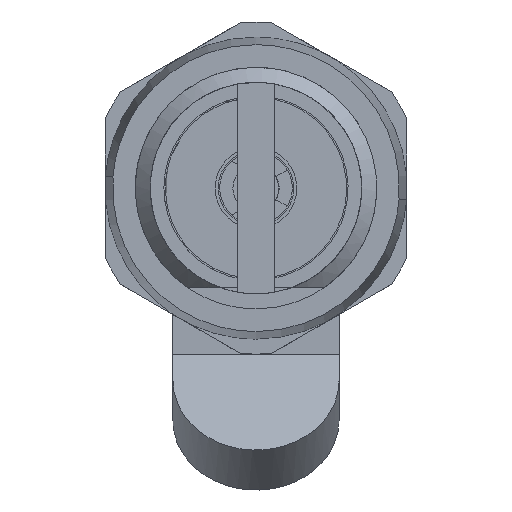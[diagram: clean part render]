
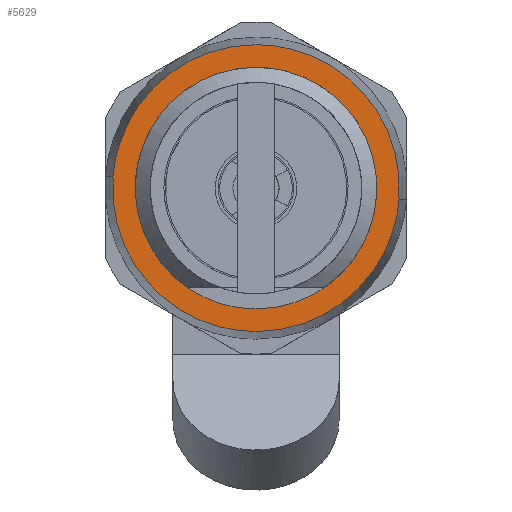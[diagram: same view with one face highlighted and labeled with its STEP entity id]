
A CAD part, front view. The second image highlights one B-rep face of the part: STEP entity #5629.
In plain terms, the highlighted free-form (B-spline) face has degree [1, 1] with [2, 2] control points.
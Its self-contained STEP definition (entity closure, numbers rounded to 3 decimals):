
#5259=CARTESIAN_POINT('',(0.,3.972,0.472));
#5260=VERTEX_POINT('',#5259);
#5266=CARTESIAN_POINT('',(0.,0.0,-4.0));
#5267=VERTEX_POINT('',#5266);
#5268=CARTESIAN_POINT('',(0.,3.972,0.472));
#5269=CARTESIAN_POINT('',(0.,4.,0.237));
#5270=CARTESIAN_POINT('',(0.,4.0,0.0));
#5271=CARTESIAN_POINT('',(0.,4.,-4.));
#5272=CARTESIAN_POINT('',(0.,0.0,-4.0));
#5280=(BOUNDED_CURVE()B_SPLINE_CURVE(2,(#5268,#5269,#5270,#5271,#5272),.UNSPECIFIED.,.F.,.U.)B_SPLINE_CURVE_WITH_KNOTS((3,2,3),(0.23,0.25,0.5),.UNSPECIFIED.)CURVE()GEOMETRIC_REPRESENTATION_ITEM()RATIONAL_B_SPLINE_CURVE((0.956,0.976,1.0,0.707,1.0))REPRESENTATION_ITEM(''));
#5281=EDGE_CURVE('',#5260,#5267,#5280,.T.);
#5283=CARTESIAN_POINT('',(0.,-3.993,-0.244));
#5284=VERTEX_POINT('',#5283);
#5285=CARTESIAN_POINT('',(0.,0.0,-4.0));
#5286=CARTESIAN_POINT('',(0.,-3.763,-4.));
#5287=CARTESIAN_POINT('',(0.,-3.993,-0.244));
#5295=(BOUNDED_CURVE()B_SPLINE_CURVE(2,(#5285,#5286,#5287),.UNSPECIFIED.,.F.,.U.)B_SPLINE_CURVE_WITH_KNOTS((3,3),(0.5,0.739),.UNSPECIFIED.)CURVE()GEOMETRIC_REPRESENTATION_ITEM()RATIONAL_B_SPLINE_CURVE((1.0,0.72,0.976))REPRESENTATION_ITEM(''));
#5296=EDGE_CURVE('',#5267,#5284,#5295,.T.);
#5370=CARTESIAN_POINT('',(0.,0.0,4.0));
#5371=VERTEX_POINT('',#5370);
#5372=CARTESIAN_POINT('',(0.,-3.993,-0.244));
#5373=CARTESIAN_POINT('',(0.,-4.,-0.122));
#5374=CARTESIAN_POINT('',(0.,-4.0,0.0));
#5375=CARTESIAN_POINT('',(0.,-4.,4.));
#5376=CARTESIAN_POINT('',(0.,0.0,4.0));
#5384=(BOUNDED_CURVE()B_SPLINE_CURVE(2,(#5372,#5373,#5374,#5375,#5376),.UNSPECIFIED.,.F.,.U.)B_SPLINE_CURVE_WITH_KNOTS((3,2,3),(0.739,0.75,1.0),.UNSPECIFIED.)CURVE()GEOMETRIC_REPRESENTATION_ITEM()RATIONAL_B_SPLINE_CURVE((0.976,0.988,1.0,0.707,1.0))REPRESENTATION_ITEM(''));
#5385=EDGE_CURVE('',#5284,#5371,#5384,.T.);
#5387=CARTESIAN_POINT('',(0.,0.0,4.0));
#5388=CARTESIAN_POINT('',(0.,3.553,4.0));
#5389=CARTESIAN_POINT('',(0.,3.972,0.472));
#5397=(BOUNDED_CURVE()B_SPLINE_CURVE(2,(#5387,#5388,#5389),.UNSPECIFIED.,.F.,.U.)B_SPLINE_CURVE_WITH_KNOTS((3,3),(0.0,0.23),.UNSPECIFIED.)CURVE()GEOMETRIC_REPRESENTATION_ITEM()RATIONAL_B_SPLINE_CURVE((1.0,0.731,0.956))REPRESENTATION_ITEM(''));
#5398=EDGE_CURVE('',#5371,#5260,#5397,.T.);
#5426=CARTESIAN_POINT('',(0.,0.0,4.75));
#5427=VERTEX_POINT('',#5426);
#5428=CARTESIAN_POINT('',(0.,4.735,0.373));
#5429=VERTEX_POINT('',#5428);
#5430=CARTESIAN_POINT('',(0.,0.0,4.75));
#5431=CARTESIAN_POINT('',(0.,4.391,4.75));
#5432=CARTESIAN_POINT('',(0.,4.735,0.373));
#5440=(BOUNDED_CURVE()B_SPLINE_CURVE(2,(#5430,#5431,#5432),.UNSPECIFIED.,.F.,.U.)B_SPLINE_CURVE_WITH_KNOTS((3,3),(0.0,0.236),.UNSPECIFIED.)CURVE()GEOMETRIC_REPRESENTATION_ITEM()RATIONAL_B_SPLINE_CURVE((1.0,0.723,0.97))REPRESENTATION_ITEM(''));
#5441=EDGE_CURVE('',#5427,#5429,#5440,.T.);
#5443=CARTESIAN_POINT('',(0.,-4.735,-0.373));
#5444=VERTEX_POINT('',#5443);
#5445=CARTESIAN_POINT('',(0.,-4.735,-0.373));
#5446=CARTESIAN_POINT('',(0.,-4.75,-0.187));
#5447=CARTESIAN_POINT('',(0.,-4.75,0.0));
#5448=CARTESIAN_POINT('',(0.,-4.75,4.75));
#5449=CARTESIAN_POINT('',(0.,0.0,4.75));
#5457=(BOUNDED_CURVE()B_SPLINE_CURVE(2,(#5445,#5446,#5447,#5448,#5449),.UNSPECIFIED.,.F.,.U.)B_SPLINE_CURVE_WITH_KNOTS((3,2,3),(0.736,0.75,1.0),.UNSPECIFIED.)CURVE()GEOMETRIC_REPRESENTATION_ITEM()RATIONAL_B_SPLINE_CURVE((0.97,0.984,1.0,0.707,1.0))REPRESENTATION_ITEM(''));
#5458=EDGE_CURVE('',#5444,#5427,#5457,.T.);
#5529=CARTESIAN_POINT('',(0.,0.0,-4.75));
#5530=VERTEX_POINT('',#5529);
#5531=CARTESIAN_POINT('',(0.,4.735,0.373));
#5532=CARTESIAN_POINT('',(0.,4.75,0.187));
#5533=CARTESIAN_POINT('',(0.,4.75,0.0));
#5534=CARTESIAN_POINT('',(0.,4.75,-4.75));
#5535=CARTESIAN_POINT('',(0.,0.0,-4.75));
#5543=(BOUNDED_CURVE()B_SPLINE_CURVE(2,(#5531,#5532,#5533,#5534,#5535),.UNSPECIFIED.,.F.,.U.)B_SPLINE_CURVE_WITH_KNOTS((3,2,3),(0.236,0.25,0.5),.UNSPECIFIED.)CURVE()GEOMETRIC_REPRESENTATION_ITEM()RATIONAL_B_SPLINE_CURVE((0.97,0.984,1.0,0.707,1.0))REPRESENTATION_ITEM(''));
#5544=EDGE_CURVE('',#5429,#5530,#5543,.T.);
#5578=CARTESIAN_POINT('',(0.,0.0,-4.75));
#5579=CARTESIAN_POINT('',(0.,-4.391,-4.75));
#5580=CARTESIAN_POINT('',(0.,-4.735,-0.373));
#5588=(BOUNDED_CURVE()B_SPLINE_CURVE(2,(#5578,#5579,#5580),.UNSPECIFIED.,.F.,.U.)B_SPLINE_CURVE_WITH_KNOTS((3,3),(0.5,0.736),.UNSPECIFIED.)CURVE()GEOMETRIC_REPRESENTATION_ITEM()RATIONAL_B_SPLINE_CURVE((1.0,0.723,0.97))REPRESENTATION_ITEM(''));
#5589=EDGE_CURVE('',#5530,#5444,#5588,.T.);
#5612=CARTESIAN_POINT('',(0.,-5.223,5.225));
#5613=CARTESIAN_POINT('',(0.,-5.223,-5.225));
#5614=CARTESIAN_POINT('',(0.,5.223,5.225));
#5615=CARTESIAN_POINT('',(0.,5.223,-5.225));
#5616=B_SPLINE_SURFACE_WITH_KNOTS('',1,1,((#5612,#5614),(#5613,#5615)),.UNSPECIFIED.,.F.,.F.,.U.,(2,2),(2,2),(0.0,10.449),(0.0,10.446),.UNSPECIFIED.);
#5617=ORIENTED_EDGE('',*,*,#5441,.T.);
#5618=ORIENTED_EDGE('',*,*,#5544,.T.);
#5619=ORIENTED_EDGE('',*,*,#5589,.T.);
#5620=ORIENTED_EDGE('',*,*,#5458,.T.);
#5621=EDGE_LOOP('',(#5617,#5618,#5619,#5620));
#5622=FACE_OUTER_BOUND('',#5621,.T.);
#5623=ORIENTED_EDGE('',*,*,#5296,.F.);
#5624=ORIENTED_EDGE('',*,*,#5281,.F.);
#5625=ORIENTED_EDGE('',*,*,#5398,.F.);
#5626=ORIENTED_EDGE('',*,*,#5385,.F.);
#5627=EDGE_LOOP('',(#5623,#5624,#5625,#5626));
#5628=FACE_BOUND('',#5627,.T.);
#5629=ADVANCED_FACE('',(#5622,#5628),#5616,.F.);
